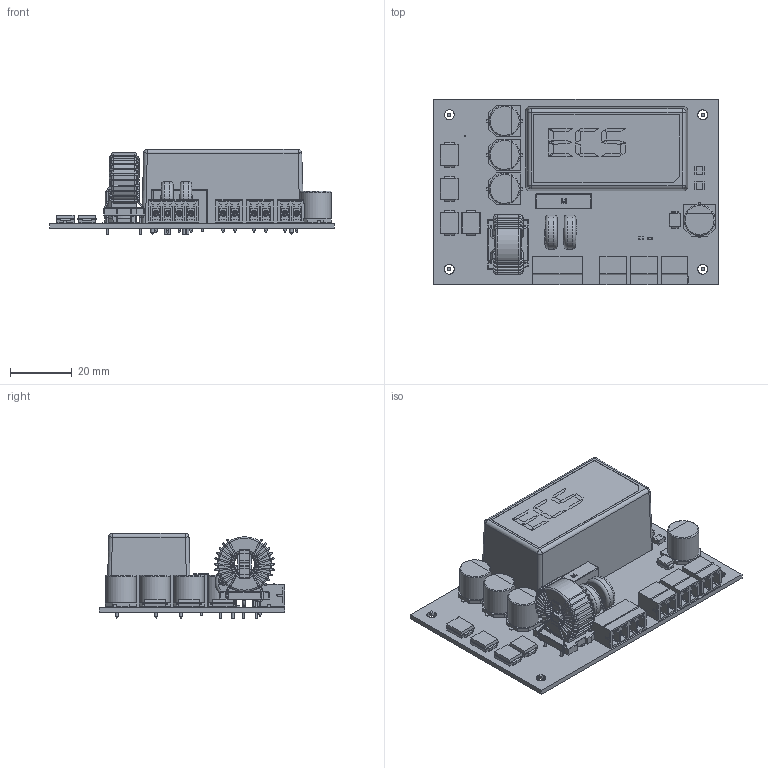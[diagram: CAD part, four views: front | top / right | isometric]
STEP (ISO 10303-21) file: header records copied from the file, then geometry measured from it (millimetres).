
FILE_DESCRIPTION(/* description */ (''),/* implementation_level */ '2;1');
FILE_NAME(/* name */ 'ps_trunk.step',/* time_stamp */ '2022-05-04T12:02:11+02:00',/* author */ (''),/* organization */ (''),/* preprocessor_version */ 'ST-DEVELOPER v18.1',/* originating_system */ 'Autodesk Translation Framework v10.14.0.1471',/* authorisation */ '');
FILE_SCHEMA (('AUTOMOTIVE_DESIGN { 1 0 10303 214 3 1 1 }'));
Products named in the file (33): (Nicht gespeichert); Board; Packages; 691322310004; 6913223100xx_PIN (1); 691322310004 (1); WE-CMBNC_M_7448030333; base plate_M; Pin_M; spacer-type-m; Core_cased_M; turns_M; turns_M (1); SMBJ; CHIP-LED0603; R0603; IRM-20; ÊU£/; SS; PcB; a1; pin.1; ÊW£/; ECS_LOGO v1; 691322310002; 691322310002 (1); 6913223100xx_PIN; WE-VD_10MM_820512511; SMC; 3,2; C1210; C150-054X183; PANASONIC_G
Assembly tree (55 placements, depth 5):
  (Nicht gespeichert)
    Board
    Packages
      691322310004
        6913223100xx_PIN (1)  x4
        691322310004 (1)
      WE-CMBNC_M_7448030333
        base plate_M
        Pin_M  x4
        spacer-type-m
        Core_cased_M
        turns_M
        turns_M (1)
      SMBJ
      CHIP-LED0603
      R0603
      IRM-20
        ÊU£/
        SS
        PcB
        a1
          pin.1  x4
        ÊW£/
        ECS_LOGO v1
      691322310002  x3
        691322310002 (1)
        6913223100xx_PIN
      WE-VD_10MM_820512511  x2
      SMC  x4
      3,2  x4
      C1210  x2
      C150-054X183
      PANASONIC_G  x4
Bounding box: 92 x 60 x 27.57 mm (x, y, z)
Volume: 32397.8 mm3; surface area: 41405.3 mm2
Topology: 66 solids, 66 shells, 2972 faces, 7875 edges, 4998 vertices
Faces by surface type: plane 1907, cylinder 582, bspline 281, torus 112, sphere 78, cone 12
Full cylindrical faces by diameter (mm): 0.35 x2, 0.5 x86, 0.6 x2, 0.7 x8, 0.8 x4, 0.85 x4, 0.9 x4, 1.016 x2, 1.04 x8, 1.1 x4, 1.2 x2, 1.25 x2, 1.4 x10, 1.5 x4, 1.6 x4, 1.8 x4, 1.9 x10, 3.2 x1, 8.2 x1, 10 x4, 11 x2, 12.7 x1, 17.8 x1
Entity records: 89112 total; most frequent: CARTESIAN_POINT 33234, ORIENTED_EDGE 11352, DIRECTION 10823, EDGE_CURVE 5676, LINE 4027, VECTOR 4027, VERTEX_POINT 3636, AXIS2_PLACEMENT_3D 3398
